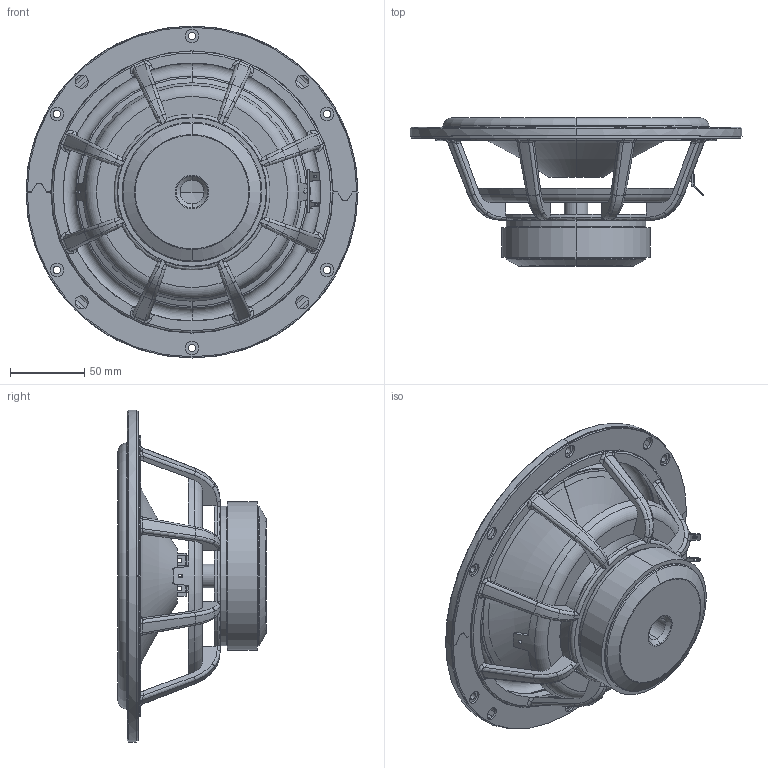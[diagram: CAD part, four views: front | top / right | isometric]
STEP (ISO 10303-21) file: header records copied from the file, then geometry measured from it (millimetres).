
FILE_DESCRIPTION (( 'STEP AP214' ), '1' );
FILE_NAME ('445A 3D.STEP', '2023-04-20T06:56:38', ( '' ), ( '' ), 'SwSTEP 2.0', 'SolidWorks 2020', '' );
FILE_SCHEMA (( 'AUTOMOTIVE_DESIGN' ));
Length unit declared in the file: millimetre
Products named in the file (1): 445A 3D
Bounding box: 223.5 x 99.78 x 223.5 mm (x, y, z)
Surface area: 196361 mm2 (no closed solid volume)
Topology: 0 solids, 18 shells, 496 faces, 1546 edges, 1031 vertices
Faces by surface type: cylinder 128, plane 127, torus 96, bspline 82, cone 59, sphere 4
Entity records: 26581 total; most frequent: CARTESIAN_POINT 7680, DIRECTION 2852, ORIENTED_EDGE 2665, EDGE_CURVE 1546, AXIS2_PLACEMENT_3D 1127, VERTEX_POINT 1031, CIRCLE 712, LINE 598
